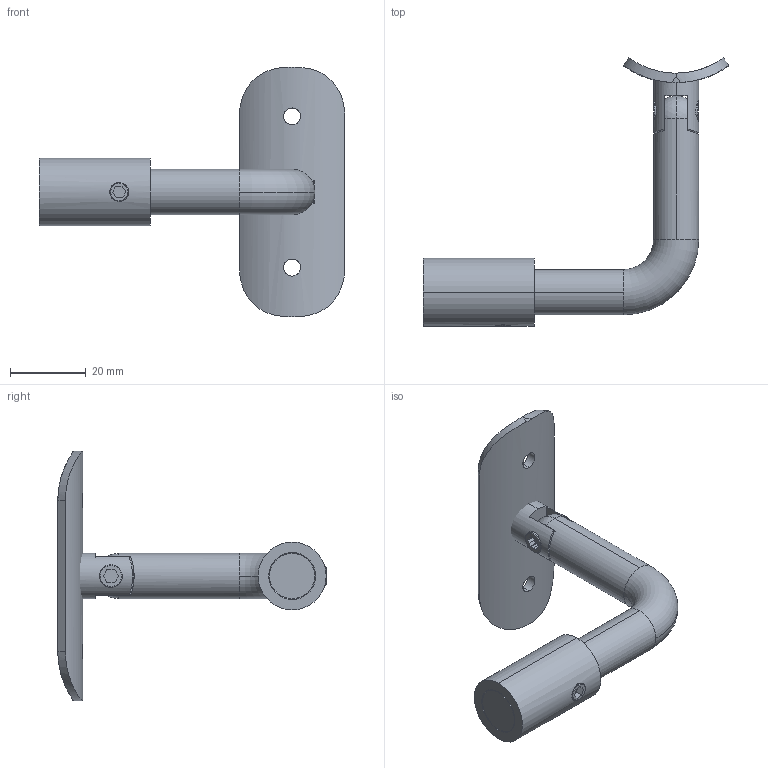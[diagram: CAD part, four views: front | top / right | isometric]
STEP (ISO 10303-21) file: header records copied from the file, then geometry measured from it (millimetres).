
FILE_DESCRIPTION (( 'STEP AP203' ), '1' );
FILE_NAME ('3D_GW2564_42.4_188702520.STEP', '2024-10-15T06:38:30', ( '' ), ( '' ), 'SwSTEP 2.0', 'SolidWorks 2024', '' );
FILE_SCHEMA (( 'CONFIG_CONTROL_DESIGN' ));
Length unit declared in the file: millimetre
Products named in the file (1): 3D_GW2564_42.4_188702520
Bounding box: 80.97 x 71.05 x 66 mm (x, y, z)
Volume: 21544.5 mm3; surface area: 12764.9 mm2
Topology: 5 solids, 5 shells, 156 faces, 386 edges, 250 vertices
Faces by surface type: plane 86, cylinder 54, cone 8, torus 6, sphere 2
Entity records: 5483 total; most frequent: CARTESIAN_POINT 1681, ORIENTED_EDGE 768, DIRECTION 756, EDGE_CURVE 384, AXIS2_PLACEMENT_3D 255, VERTEX_POINT 250, VECTOR 246, LINE 246
